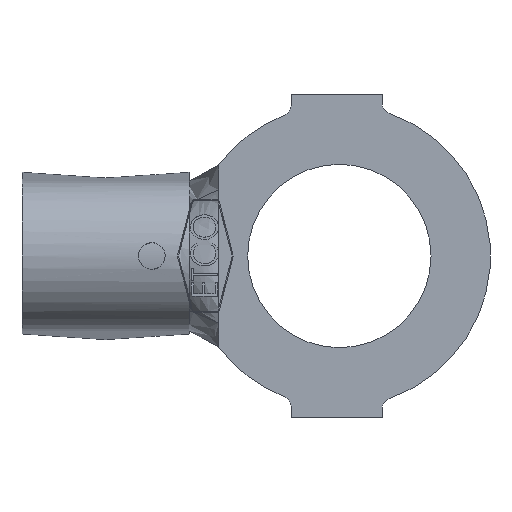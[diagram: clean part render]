
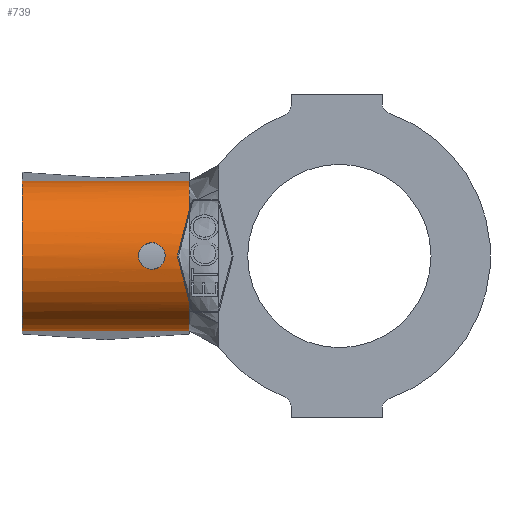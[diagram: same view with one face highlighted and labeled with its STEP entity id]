
A CAD part, front view. The second image highlights one B-rep face of the part: STEP entity #739.
In plain terms, the highlighted cylindrical face has radius 1.778 mm (diameter 3.556 mm), a partial arc.
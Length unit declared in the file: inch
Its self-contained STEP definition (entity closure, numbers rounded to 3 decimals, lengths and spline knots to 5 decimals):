
#8 = ORIENTED_EDGE ( 'NONE', *, *, #3890, .F. ) ;
#47 = VERTEX_POINT ( 'NONE', #6150 ) ;
#65 = CARTESIAN_POINT ( 'NONE',  ( -0.14, 0.06527, -0.06984 ) ) ;
#109 = EDGE_CURVE ( 'NONE', #4394, #4244, #3944, .T. ) ;
#197 = CARTESIAN_POINT ( 'NONE',  ( -0.14, 0.07, 0. ) ) ;
#325 = CARTESIAN_POINT ( 'NONE',  ( -0.18618, 0.00026, 0.00649 ) ) ;
#383 = FACE_BOUND ( 'NONE', #4615, .T. ) ;
#440 = CARTESIAN_POINT ( 'NONE',  ( -0.14, 0.06527, 0.06984 ) ) ;
#449 = EDGE_CURVE ( 'NONE', #4763, #795, #5171, .T. ) ;
#579 = EDGE_CURVE ( 'NONE', #2625, #4965, #3518, .T. ) ;
#629 = DIRECTION ( 'NONE',  ( 1., 0., 0. ) ) ;
#739 = ADVANCED_FACE ( 'NONE', ( #4775, #383 ), #2348, .T. ) ;
#773 = CARTESIAN_POINT ( 'NONE',  ( -0.14, 0.02196, -0.05091 ) ) ;
#794 = CARTESIAN_POINT ( 'NONE',  ( -0.175, 0.00111, 0.01243 ) ) ;
#795 = VERTEX_POINT ( 'NONE', #3933 ) ;
#825 = CARTESIAN_POINT ( 'NONE',  ( -0.175, 0.00111, 0.01243 ) ) ;
#1051 = CARTESIAN_POINT ( 'NONE',  ( -0.14, 0.07, 0. ) ) ;
#1085 = DIRECTION ( 'NONE',  ( 1., 0., 0. ) ) ;
#1129 = VERTEX_POINT ( 'NONE', #5038 ) ;
#1297 = CARTESIAN_POINT ( 'NONE',  ( -0.16382, 0.00026, 0.00649 ) ) ;
#1361 = CARTESIAN_POINT ( 'NONE',  ( -0.17666, 0.00111, -0.01244 ) ) ;
#1412 = B_SPLINE_CURVE_WITH_KNOTS ( 'NONE', 3,
 ( #825, #2771, #4719, #325, #2301, #4276, #6030, #1831, #3790, #5601, #1361, #3290 ),
 .UNSPECIFIED., .F., .F.,
 ( 4, 2, 2, 2, 2, 4 ),
 ( 0.5, 0.625, 0.75, 0.875, 0.9375, 1. ),
 .UNSPECIFIED. ) ;
#1536 = ORIENTED_EDGE ( 'NONE', *, *, #1806, .F. ) ;
#1607 =( BOUNDED_CURVE ( )  B_SPLINE_CURVE ( 3, ( #6031, #1832, #3791, #5602 ),
 .UNSPECIFIED., .F., .T. ) 
 B_SPLINE_CURVE_WITH_KNOTS ( ( 4, 4 ),
 ( 0.91333, 1.5708 ),
 .UNSPECIFIED. ) 
 CURVE ( )  GEOMETRIC_REPRESENTATION_ITEM ( )  RATIONAL_B_SPLINE_CURVE ( ( 1., 0.964, 0.964, 1. ) ) 
 REPRESENTATION_ITEM ( '' )  );
#1676 = EDGE_CURVE ( 'NONE', #3294, #5855, #3535, .T. ) ;
#1688 = VECTOR ( 'NONE', #1085, 39.37008 ) ;
#1764 = CARTESIAN_POINT ( 'NONE',  ( -0.16382, 0.00026, -0.00649 ) ) ;
#1806 = EDGE_CURVE ( 'NONE', #5855, #1938, #3947, .T. ) ;
#1831 = CARTESIAN_POINT ( 'NONE',  ( -0.18267, 0.0007, -0.00998 ) ) ;
#1832 = CARTESIAN_POINT ( 'NONE',  ( -0.14318, 0.00504, 0.03041 ) ) ;
#1869 = CARTESIAN_POINT ( 'NONE',  ( -0.296, 0.06527, -0.06984 ) ) ;
#1874 = CARTESIAN_POINT ( 'NONE',  ( -0.14698, 0., -0.01562 ) ) ;
#1881 = DIRECTION ( 'NONE',  ( 0., 0., -1. ) ) ;
#1936 = CARTESIAN_POINT ( 'NONE',  ( -0.14, 0.07, 0. ) ) ;
#1937 = LINE ( 'NONE', #3900, #5022 ) ;
#1938 = VERTEX_POINT ( 'NONE', #2740 ) ;
#1977 = AXIS2_PLACEMENT_3D ( 'NONE', #4323, #6075, #1881 ) ;
#2110 = ORIENTED_EDGE ( 'NONE', *, *, #109, .F. ) ;
#2137 = ORIENTED_EDGE ( 'NONE', *, *, #2961, .F. ) ;
#2182 = DIRECTION ( 'NONE',  ( 1., 0., 0. ) ) ;
#2232 = CARTESIAN_POINT ( 'NONE',  ( -0.175, 0.00111, -0.01243 ) ) ;
#2301 = CARTESIAN_POINT ( 'NONE',  ( -0.1875, 0., 0.00331 ) ) ;
#2348 = CYLINDRICAL_SURFACE ( 'NONE', #1977, 0.07 ) ;
#2355 = CARTESIAN_POINT ( 'NONE',  ( -0.14, 0.07, 0. ) ) ;
#2363 = EDGE_CURVE ( 'NONE', #47, #3294, #1937, .T. ) ;
#2579 = DIRECTION ( 'NONE',  ( 0., 0., -1. ) ) ;
#2625 = VERTEX_POINT ( 'NONE', #1869 ) ;
#2740 = CARTESIAN_POINT ( 'NONE',  ( -0.14, 0.01459, 0.04278 ) ) ;
#2771 = CARTESIAN_POINT ( 'NONE',  ( -0.1783, 0.00111, 0.01244 ) ) ;
#2961 = EDGE_CURVE ( 'NONE', #795, #4763, #1412, .T. ) ;
#2981 = CARTESIAN_POINT ( 'NONE',  ( -0.175, 0.00111, -0.01243 ) ) ;
#2999 = DIRECTION ( 'NONE',  ( 1., 0., 0. ) ) ;
#3153 = CARTESIAN_POINT ( 'NONE',  ( -0.14, 0.02, 0.04899 ) ) ;
#3224 = CARTESIAN_POINT ( 'NONE',  ( -0.1685, 0.00085, 0.01114 ) ) ;
#3239 = EDGE_LOOP ( 'NONE', ( #4860, #8, #1536, #4922, #4010, #3519, #4505, #5406, #2110 ) ) ;
#3290 = CARTESIAN_POINT ( 'NONE',  ( -0.175, 0.00111, -0.01243 ) ) ;
#3294 = VERTEX_POINT ( 'NONE', #440 ) ;
#3395 = EDGE_CURVE ( 'NONE', #1129, #4394, #5240, .T. ) ;
#3518 = LINE ( 'NONE', #5376, #1688 ) ;
#3519 = ORIENTED_EDGE ( 'NONE', *, *, #4656, .T. ) ;
#3535 = CIRCLE ( 'NONE', #3637, 0.07 ) ;
#3637 = AXIS2_PLACEMENT_3D ( 'NONE', #1936, #3899, #5700 ) ;
#3723 = CARTESIAN_POINT ( 'NONE',  ( -0.1625, 0., -0.00331 ) ) ;
#3790 = CARTESIAN_POINT ( 'NONE',  ( -0.18132, 0.00085, -0.01087 ) ) ;
#3791 = CARTESIAN_POINT ( 'NONE',  ( -0.14698, 0., 0.01562 ) ) ;
#3834 = CARTESIAN_POINT ( 'NONE',  ( -0.14318, 0.00504, -0.03041 ) ) ;
#3890 = EDGE_CURVE ( 'NONE', #1938, #1129, #1607, .T. ) ;
#3899 = DIRECTION ( 'NONE',  ( 1., 0., 0. ) ) ;
#3900 = CARTESIAN_POINT ( 'NONE',  ( -0.296, 0.06527, 0.06984 ) ) ;
#3933 = CARTESIAN_POINT ( 'NONE',  ( -0.175, 0.00111, 0.01243 ) ) ;
#3938 = AXIS2_PLACEMENT_3D ( 'NONE', #197, #2182, #4161 ) ;
#3944 = CIRCLE ( 'NONE', #3938, 0.07 ) ;
#3947 = CIRCLE ( 'NONE', #4039, 0.07 ) ;
#4010 = ORIENTED_EDGE ( 'NONE', *, *, #2363, .F. ) ;
#4039 = AXIS2_PLACEMENT_3D ( 'NONE', #2355, #4330, #6083 ) ;
#4056 = CIRCLE ( 'NONE', #4077, 0.07 ) ;
#4077 = AXIS2_PLACEMENT_3D ( 'NONE', #4983, #629, #2579 ) ;
#4083 = AXIS2_PLACEMENT_3D ( 'NONE', #1051, #2999, #4929 ) ;
#4161 = DIRECTION ( 'NONE',  ( 0., 0., -1. ) ) ;
#4179 = CIRCLE ( 'NONE', #4083, 0.07 ) ;
#4212 = CARTESIAN_POINT ( 'NONE',  ( -0.17167, 0.00111, -0.01243 ) ) ;
#4244 = VERTEX_POINT ( 'NONE', #773 ) ;
#4276 = CARTESIAN_POINT ( 'NONE',  ( -0.1875, 0., -0.00331 ) ) ;
#4323 = CARTESIAN_POINT ( 'NONE',  ( -0.296, 0.07, 0. ) ) ;
#4330 = DIRECTION ( 'NONE',  ( 1., 0., 0. ) ) ;
#4394 = VERTEX_POINT ( 'NONE', #5632 ) ;
#4505 = ORIENTED_EDGE ( 'NONE', *, *, #579, .T. ) ;
#4536 = EDGE_CURVE ( 'NONE', #4244, #4965, #4179, .T. ) ;
#4615 = EDGE_LOOP ( 'NONE', ( #5009, #2137 ) ) ;
#4656 = EDGE_CURVE ( 'NONE', #47, #2625, #4056, .T. ) ;
#4719 = CARTESIAN_POINT ( 'NONE',  ( -0.1815, 0.00085, 0.01114 ) ) ;
#4763 = VERTEX_POINT ( 'NONE', #2981 ) ;
#4775 = FACE_OUTER_BOUND ( 'NONE', #3239, .T. ) ;
#4860 = ORIENTED_EDGE ( 'NONE', *, *, #3395, .F. ) ;
#4922 = ORIENTED_EDGE ( 'NONE', *, *, #1676, .F. ) ;
#4929 = DIRECTION ( 'NONE',  ( 0., 0., -1. ) ) ;
#4965 = VERTEX_POINT ( 'NONE', #65 ) ;
#4983 = CARTESIAN_POINT ( 'NONE',  ( -0.296, 0.07, 0. ) ) ;
#5009 = ORIENTED_EDGE ( 'NONE', *, *, #449, .F. ) ;
#5022 = VECTOR ( 'NONE', #5701, 39.37008 ) ;
#5038 = CARTESIAN_POINT ( 'NONE',  ( -0.151, 0., 0. ) ) ;
#5123 = CARTESIAN_POINT ( 'NONE',  ( -0.1717, 0.00111, 0.01243 ) ) ;
#5171 = B_SPLINE_CURVE_WITH_KNOTS ( 'NONE', 3,
 ( #2232, #4212, #5970, #1764, #3723, #5543, #1297, #3224, #5123, #794 ),
 .UNSPECIFIED., .F., .F.,
 ( 4, 2, 2, 2, 4 ),
 ( 0., 0.125, 0.25, 0.375, 0.5 ),
 .UNSPECIFIED. ) ;
#5240 =( BOUNDED_CURVE ( )  B_SPLINE_CURVE ( 3, ( #6069, #1874, #3834, #5648 ),
 .UNSPECIFIED., .F., .F. ) 
 B_SPLINE_CURVE_WITH_KNOTS ( ( 4, 4 ),
 ( 4.71239, 5.36985 ),
 .UNSPECIFIED. ) 
 CURVE ( )  GEOMETRIC_REPRESENTATION_ITEM ( )  RATIONAL_B_SPLINE_CURVE ( ( 1., 0.964, 0.964, 1. ) ) 
 REPRESENTATION_ITEM ( '' )  );
#5376 = CARTESIAN_POINT ( 'NONE',  ( -0.296, 0.06527, -0.06984 ) ) ;
#5406 = ORIENTED_EDGE ( 'NONE', *, *, #4536, .F. ) ;
#5543 = CARTESIAN_POINT ( 'NONE',  ( -0.1625, 0., 0.00331 ) ) ;
#5601 = CARTESIAN_POINT ( 'NONE',  ( -0.17825, 0.00106, -0.01212 ) ) ;
#5602 = CARTESIAN_POINT ( 'NONE',  ( -0.151, 0., 0. ) ) ;
#5632 = CARTESIAN_POINT ( 'NONE',  ( -0.14, 0.01459, -0.04278 ) ) ;
#5648 = CARTESIAN_POINT ( 'NONE',  ( -0.14, 0.01459, -0.04278 ) ) ;
#5700 = DIRECTION ( 'NONE',  ( 0., 0., -1. ) ) ;
#5701 = DIRECTION ( 'NONE',  ( 1., 0., 0. ) ) ;
#5855 = VERTEX_POINT ( 'NONE', #3153 ) ;
#5970 = CARTESIAN_POINT ( 'NONE',  ( -0.1685, 0.00085, -0.01114 ) ) ;
#6030 = CARTESIAN_POINT ( 'NONE',  ( -0.18618, 0.00026, -0.00649 ) ) ;
#6031 = CARTESIAN_POINT ( 'NONE',  ( -0.14, 0.01459, 0.04278 ) ) ;
#6069 = CARTESIAN_POINT ( 'NONE',  ( -0.151, 0., 0. ) ) ;
#6075 = DIRECTION ( 'NONE',  ( 1., 0., 0. ) ) ;
#6083 = DIRECTION ( 'NONE',  ( 0., 0., -1. ) ) ;
#6150 = CARTESIAN_POINT ( 'NONE',  ( -0.296, 0.06527, 0.06984 ) ) ;
